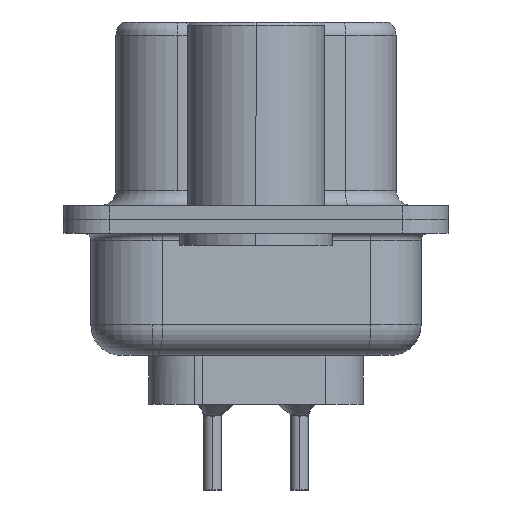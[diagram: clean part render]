
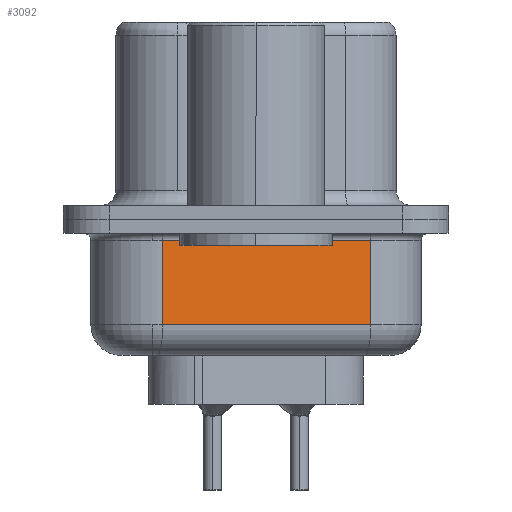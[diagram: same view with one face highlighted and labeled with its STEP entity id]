
A CAD part, left-side view. The second image highlights one B-rep face of the part: STEP entity #3092.
In plain terms, the highlighted planar face has unit normal (-0.985, -0.174, 0).
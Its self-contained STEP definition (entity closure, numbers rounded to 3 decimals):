
#25 = LINE ( 'NONE', #706, #20643 ) ;
#706 = CARTESIAN_POINT ( 'NONE',  ( 2.85, 3.053, -0.7 ) ) ;
#1265 = DIRECTION ( 'NONE',  ( 0., 0., 1. ) ) ;
#1611 = CARTESIAN_POINT ( 'NONE',  ( 2.85, 3.053, -0.7 ) ) ;
#3092 = ADVANCED_FACE ( 'NONE', ( #18742 ), #17310, .F. ) ;
#4064 = VECTOR ( 'NONE', #13964, 1000. ) ;
#4325 = CARTESIAN_POINT ( 'NONE',  ( 4.049, -3.747, -0.7 ) ) ;
#5043 = DIRECTION ( 'NONE',  ( 0.985, 0.174, 0. ) ) ;
#5194 = EDGE_CURVE ( 'NONE', #8116, #20632, #20015, .T. ) ;
#5282 = CARTESIAN_POINT ( 'NONE',  ( 2.85, 3.053, -3.45 ) ) ;
#5337 = DIRECTION ( 'NONE',  ( -0.174, 0.985, 0. ) ) ;
#6783 = DIRECTION ( 'NONE',  ( -0.174, 0.985, 0. ) ) ;
#8080 = CARTESIAN_POINT ( 'NONE',  ( 2.85, 3.053, -4.45 ) ) ;
#8116 = VERTEX_POINT ( 'NONE', #10392 ) ;
#9300 = VERTEX_POINT ( 'NONE', #4325 ) ;
#9479 = VECTOR ( 'NONE', #21658, 1000. ) ;
#10392 = CARTESIAN_POINT ( 'NONE',  ( 2.85, 3.053, -3.45 ) ) ;
#10667 = EDGE_CURVE ( 'NONE', #8116, #13973, #19497, .T. ) ;
#11173 = EDGE_CURVE ( 'NONE', #20632, #9300, #25489, .T. ) ;
#11201 = ORIENTED_EDGE ( 'NONE', *, *, #10667, .F. ) ;
#13104 = ORIENTED_EDGE ( 'NONE', *, *, #5194, .T. ) ;
#13964 = DIRECTION ( 'NONE',  ( 0.174, -0.985, 0. ) ) ;
#13973 = VERTEX_POINT ( 'NONE', #1611 ) ;
#14117 = VECTOR ( 'NONE', #1265, 1000. ) ;
#14166 = CARTESIAN_POINT ( 'NONE',  ( 4.049, -3.747, -3.45 ) ) ;
#15101 = AXIS2_PLACEMENT_3D ( 'NONE', #8080, #5043, #5337 ) ;
#15531 = CARTESIAN_POINT ( 'NONE',  ( 4.049, -3.747, -4.45 ) ) ;
#16450 = ORIENTED_EDGE ( 'NONE', *, *, #25660, .T. ) ;
#17310 = PLANE ( 'NONE',  #15101 ) ;
#18742 = FACE_OUTER_BOUND ( 'NONE', #22436, .T. ) ;
#19497 = LINE ( 'NONE', #21199, #14117 ) ;
#20015 = LINE ( 'NONE', #5282, #4064 ) ;
#20632 = VERTEX_POINT ( 'NONE', #14166 ) ;
#20643 = VECTOR ( 'NONE', #6783, 1000. ) ;
#21199 = CARTESIAN_POINT ( 'NONE',  ( 2.85, 3.053, -4.45 ) ) ;
#21658 = DIRECTION ( 'NONE',  ( 0., 0., 1. ) ) ;
#22436 = EDGE_LOOP ( 'NONE', ( #11201, #13104, #25134, #16450 ) ) ;
#25134 = ORIENTED_EDGE ( 'NONE', *, *, #11173, .T. ) ;
#25489 = LINE ( 'NONE', #15531, #9479 ) ;
#25660 = EDGE_CURVE ( 'NONE', #9300, #13973, #25, .T. ) ;
